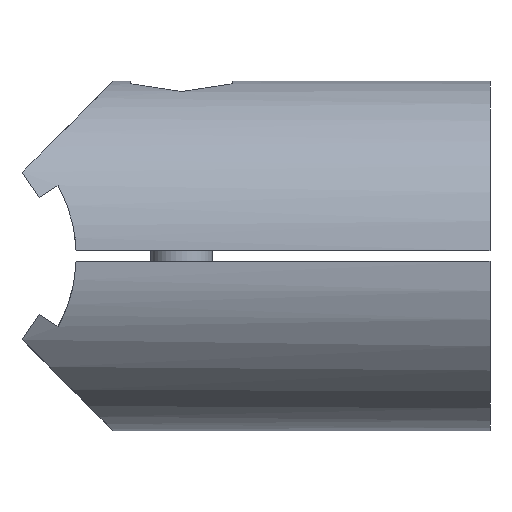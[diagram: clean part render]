
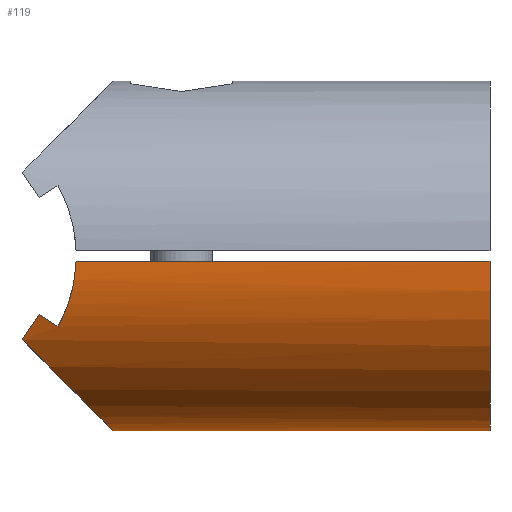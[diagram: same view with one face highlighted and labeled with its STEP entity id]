
A CAD part, front view. The second image highlights one B-rep face of the part: STEP entity #119.
In plain terms, the highlighted cylindrical face has radius 17 mm (diameter 34 mm), a partial arc.
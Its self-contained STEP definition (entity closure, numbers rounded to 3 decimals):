
#78 = VECTOR ( 'NONE', #1151, 1000. ) ;
#106 = CARTESIAN_POINT ( 'NONE',  ( -23.518, 14.919, -8.15 ) ) ;
#107 = EDGE_CURVE ( 'NONE', #445, #1405, #691, .T. ) ;
#110 = CARTESIAN_POINT ( 'NONE',  ( -18.259, -16.993, -0.5 ) ) ;
#117 = CARTESIAN_POINT ( 'NONE',  ( -19.107, -16.288, -4.899 ) ) ;
#119 = ADVANCED_FACE ( 'NONE', ( #140 ), #1416, .T. ) ;
#120 = EDGE_CURVE ( 'NONE', #976, #526, #437, .T. ) ;
#121 = CARTESIAN_POINT ( 'NONE',  ( -23.518, -14.919, -8.15 ) ) ;
#140 = FACE_OUTER_BOUND ( 'NONE', #1225, .T. ) ;
#149 =( BOUNDED_CURVE ( )  B_SPLINE_CURVE ( 3, ( #411, #1349, #536, #766 ),
 .UNSPECIFIED., .F., .T. ) 
 B_SPLINE_CURVE_WITH_KNOTS ( ( 4, 4 ),
 ( 5.055, 5.212 ),
 .UNSPECIFIED. ) 
 CURVE ( )  GEOMETRIC_REPRESENTATION_ITEM ( )  RATIONAL_B_SPLINE_CURVE ( ( 1., 0.998, 0.998, 1. ) ) 
 REPRESENTATION_ITEM ( '' )  );
#158 = CARTESIAN_POINT ( 'NONE',  ( -22.978, -15.348, -7.364 ) ) ;
#168 = CARTESIAN_POINT ( 'NONE',  ( -19.083, 16.307, -4.928 ) ) ;
#206 = CARTESIAN_POINT ( 'NONE',  ( 22., 16.993, -0.5 ) ) ;
#219 = DIRECTION ( 'NONE',  ( -1., 0., 0. ) ) ;
#225 = CARTESIAN_POINT ( 'NONE',  ( -19.755, -15.759, -6.397 ) ) ;
#254 =( BOUNDED_CURVE ( )  B_SPLINE_CURVE ( 3, ( #1192, #1195, #604, #1315 ),
 .UNSPECIFIED., .F., .T. ) 
 B_SPLINE_CURVE_WITH_KNOTS ( ( 4, 4 ),
 ( 4.297, 4.37 ),
 .UNSPECIFIED. ) 
 CURVE ( )  GEOMETRIC_REPRESENTATION_ITEM ( )  RATIONAL_B_SPLINE_CURVE ( ( 1., 1., 1., 1. ) ) 
 REPRESENTATION_ITEM ( '' )  );
#256 = VERTEX_POINT ( 'NONE', #1332 ) ;
#264 = CARTESIAN_POINT ( 'NONE',  ( -21.838, -16.014, -5.705 ) ) ;
#266 = CARTESIAN_POINT ( 'NONE',  ( -18.631, 16.682, -3.318 ) ) ;
#276 = CARTESIAN_POINT ( 'NONE',  ( -18.509, 16.784, -2.762 ) ) ;
#304 = ORIENTED_EDGE ( 'NONE', *, *, #798, .F. ) ;
#315 =( BOUNDED_CURVE ( )  B_SPLINE_CURVE ( 3, ( #264, #619, #158, #972 ),
 .UNSPECIFIED., .F., .F. ) 
 B_SPLINE_CURVE_WITH_KNOTS ( ( 4, 4 ),
 ( 5.055, 5.212 ),
 .UNSPECIFIED. ) 
 CURVE ( )  GEOMETRIC_REPRESENTATION_ITEM ( )  RATIONAL_B_SPLINE_CURVE ( ( 1., 0.998, 0.998, 1. ) ) 
 REPRESENTATION_ITEM ( '' )  );
#338 = EDGE_CURVE ( 'NONE', #526, #752, #254, .T. ) ;
#344 = ORIENTED_EDGE ( 'NONE', *, *, #1160, .F. ) ;
#361 = CARTESIAN_POINT ( 'NONE',  ( 22., -16.993, -0.5 ) ) ;
#370 = EDGE_CURVE ( 'NONE', #537, #976, #1508, .T. ) ;
#377 = CARTESIAN_POINT ( 'NONE',  ( -18.334, 16.93, -1.642 ) ) ;
#396 = CARTESIAN_POINT ( 'NONE',  ( -20.014, 15.551, -6.867 ) ) ;
#400 = CARTESIAN_POINT ( 'NONE',  ( -21.221, 15.874, -6.098 ) ) ;
#411 = CARTESIAN_POINT ( 'NONE',  ( -21.838, 16.014, -5.705 ) ) ;
#437 = B_SPLINE_CURVE_WITH_KNOTS ( 'NONE', 3,
 ( #110, #932, #1046, #695, #117, #813, #225, #1051 ),
 .UNSPECIFIED., .F., .F.,
 ( 4, 2, 2, 4 ),
 ( 0., 0.003, 0.005, 0.007 ),
 .UNSPECIFIED. ) ;
#445 = VERTEX_POINT ( 'NONE', #121 ) ;
#452 = DIRECTION ( 'NONE',  ( 0., 0., 1. ) ) ;
#501 = CARTESIAN_POINT ( 'NONE',  ( 22., -16.993, -0.5 ) ) ;
#508 = CARTESIAN_POINT ( 'NONE',  ( -18.259, 16.993, -0.5 ) ) ;
#515 = ORIENTED_EDGE ( 'NONE', *, *, #1004, .F. ) ;
#526 = VERTEX_POINT ( 'NONE', #1438 ) ;
#536 = CARTESIAN_POINT ( 'NONE',  ( -22.978, 15.348, -7.364 ) ) ;
#537 = VERTEX_POINT ( 'NONE', #361 ) ;
#542 = VECTOR ( 'NONE', #673, 1000. ) ;
#595 = CIRCLE ( 'NONE', #1032, 17. ) ;
#604 = CARTESIAN_POINT ( 'NONE',  ( -21.221, -15.874, -6.098 ) ) ;
#619 = CARTESIAN_POINT ( 'NONE',  ( -22.417, -15.714, -6.548 ) ) ;
#673 = DIRECTION ( 'NONE',  ( -1., 0., 0. ) ) ;
#687 = VERTEX_POINT ( 'NONE', #1156 ) ;
#689 = EDGE_CURVE ( 'NONE', #1171, #537, #595, .T. ) ;
#691 =( BOUNDED_CURVE ( )  B_SPLINE_CURVE ( 3, ( #1057, #1176, #1287, #106 ),
 .UNSPECIFIED., .F., .F. ) 
 B_SPLINE_CURVE_WITH_KNOTS ( ( 4, 4 ),
 ( 2.071, 4.212 ),
 .UNSPECIFIED. ) 
 CURVE ( )  GEOMETRIC_REPRESENTATION_ITEM ( )  RATIONAL_B_SPLINE_CURVE ( ( 1., 0.653, 0.653, 1. ) ) 
 REPRESENTATION_ITEM ( '' )  );
#695 = CARTESIAN_POINT ( 'NONE',  ( -18.925, -16.438, -4.371 ) ) ;
#721 = EDGE_CURVE ( 'NONE', #750, #687, #1109, .T. ) ;
#722 = ORIENTED_EDGE ( 'NONE', *, *, #370, .T. ) ;
#736 = CARTESIAN_POINT ( 'NONE',  ( -23.518, 14.919, -8.15 ) ) ;
#749 = CARTESIAN_POINT ( 'NONE',  ( -19.497, 15.966, -5.928 ) ) ;
#750 = VERTEX_POINT ( 'NONE', #1348 ) ;
#752 = VERTEX_POINT ( 'NONE', #1216 ) ;
#766 = CARTESIAN_POINT ( 'NONE',  ( -23.518, 14.919, -8.15 ) ) ;
#784 = AXIS2_PLACEMENT_3D ( 'NONE', #1520, #219, #452 ) ;
#798 = EDGE_CURVE ( 'NONE', #750, #256, #1290, .T. ) ;
#813 = CARTESIAN_POINT ( 'NONE',  ( -19.522, -15.949, -5.91 ) ) ;
#877 = CARTESIAN_POINT ( 'NONE',  ( -21.838, 16.014, -5.705 ) ) ;
#891 = CARTESIAN_POINT ( 'NONE',  ( 22., 0., 0. ) ) ;
#932 = CARTESIAN_POINT ( 'NONE',  ( -18.299, -16.959, -1.651 ) ) ;
#971 = ORIENTED_EDGE ( 'NONE', *, *, #689, .T. ) ;
#972 = CARTESIAN_POINT ( 'NONE',  ( -23.518, -14.919, -8.15 ) ) ;
#973 = ORIENTED_EDGE ( 'NONE', *, *, #1409, .T. ) ;
#974 = ORIENTED_EDGE ( 'NONE', *, *, #721, .T. ) ;
#975 = CARTESIAN_POINT ( 'NONE',  ( -20.014, 15.551, -6.867 ) ) ;
#976 = VERTEX_POINT ( 'NONE', #1231 ) ;
#1004 = EDGE_CURVE ( 'NONE', #256, #1405, #149, .T. ) ;
#1026 = CARTESIAN_POINT ( 'NONE',  ( 1.871, 16.993, -0.5 ) ) ;
#1032 = AXIS2_PLACEMENT_3D ( 'NONE', #891, #1525, #1452 ) ;
#1046 = CARTESIAN_POINT ( 'NONE',  ( -18.476, -16.81, -2.761 ) ) ;
#1051 = CARTESIAN_POINT ( 'NONE',  ( -20.014, -15.551, -6.867 ) ) ;
#1057 = CARTESIAN_POINT ( 'NONE',  ( -23.518, -14.919, -8.15 ) ) ;
#1102 = CARTESIAN_POINT ( 'NONE',  ( -18.279, 16.976, -1.075 ) ) ;
#1109 = B_SPLINE_CURVE_WITH_KNOTS ( 'NONE', 3,
 ( #975, #749, #168, #266, #276, #377, #1102, #508 ),
 .UNSPECIFIED., .F., .F.,
 ( 4, 2, 2, 4 ),
 ( 0., 0.003, 0.005, 0.007 ),
 .UNSPECIFIED. ) ;
#1151 = DIRECTION ( 'NONE',  ( -1., 0., 0. ) ) ;
#1156 = CARTESIAN_POINT ( 'NONE',  ( -18.259, 16.993, -0.5 ) ) ;
#1160 = EDGE_CURVE ( 'NONE', #1171, #687, #1464, .T. ) ;
#1171 = VERTEX_POINT ( 'NONE', #206 ) ;
#1176 = CARTESIAN_POINT ( 'NONE',  ( -10.149, -7.617, -21.518 ) ) ;
#1192 = CARTESIAN_POINT ( 'NONE',  ( -20.014, -15.551, -6.867 ) ) ;
#1195 = CARTESIAN_POINT ( 'NONE',  ( -20.613, -15.72, -6.486 ) ) ;
#1216 = CARTESIAN_POINT ( 'NONE',  ( -21.838, -16.014, -5.705 ) ) ;
#1225 = EDGE_LOOP ( 'NONE', ( #973, #1370, #515, #304, #974, #344, #971, #722, #1236, #1251 ) ) ;
#1230 = CARTESIAN_POINT ( 'NONE',  ( -20.613, 15.72, -6.486 ) ) ;
#1231 = CARTESIAN_POINT ( 'NONE',  ( -18.259, -16.993, -0.5 ) ) ;
#1236 = ORIENTED_EDGE ( 'NONE', *, *, #120, .T. ) ;
#1251 = ORIENTED_EDGE ( 'NONE', *, *, #338, .T. ) ;
#1287 = CARTESIAN_POINT ( 'NONE',  ( -10.149, 7.617, -21.518 ) ) ;
#1290 =( BOUNDED_CURVE ( )  B_SPLINE_CURVE ( 3, ( #396, #1230, #400, #877 ),
 .UNSPECIFIED., .F., .T. ) 
 B_SPLINE_CURVE_WITH_KNOTS ( ( 4, 4 ),
 ( 4.297, 4.37 ),
 .UNSPECIFIED. ) 
 CURVE ( )  GEOMETRIC_REPRESENTATION_ITEM ( )  RATIONAL_B_SPLINE_CURVE ( ( 1., 1., 1., 1. ) ) 
 REPRESENTATION_ITEM ( '' )  );
#1315 = CARTESIAN_POINT ( 'NONE',  ( -21.838, -16.014, -5.705 ) ) ;
#1332 = CARTESIAN_POINT ( 'NONE',  ( -21.838, 16.014, -5.705 ) ) ;
#1348 = CARTESIAN_POINT ( 'NONE',  ( -20.014, 15.551, -6.867 ) ) ;
#1349 = CARTESIAN_POINT ( 'NONE',  ( -22.417, 15.714, -6.548 ) ) ;
#1370 = ORIENTED_EDGE ( 'NONE', *, *, #107, .T. ) ;
#1405 = VERTEX_POINT ( 'NONE', #736 ) ;
#1409 = EDGE_CURVE ( 'NONE', #752, #445, #315, .T. ) ;
#1416 = CYLINDRICAL_SURFACE ( 'NONE', #784, 17. ) ;
#1438 = CARTESIAN_POINT ( 'NONE',  ( -20.014, -15.551, -6.867 ) ) ;
#1452 = DIRECTION ( 'NONE',  ( 0., 0., 1. ) ) ;
#1464 = LINE ( 'NONE', #1026, #78 ) ;
#1508 = LINE ( 'NONE', #501, #542 ) ;
#1520 = CARTESIAN_POINT ( 'NONE',  ( 22., 0., 0. ) ) ;
#1525 = DIRECTION ( 'NONE',  ( -1., 0., 0. ) ) ;
